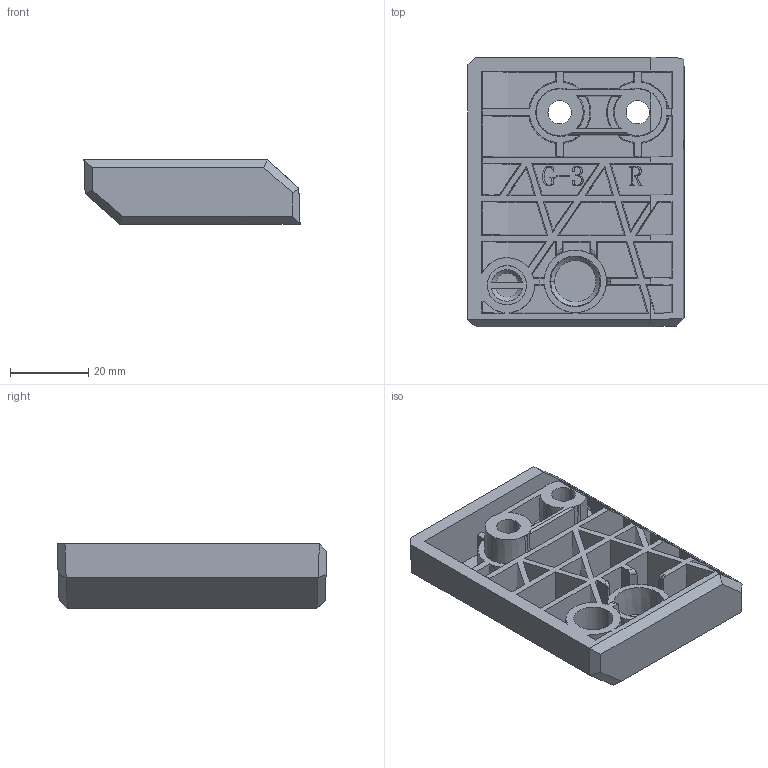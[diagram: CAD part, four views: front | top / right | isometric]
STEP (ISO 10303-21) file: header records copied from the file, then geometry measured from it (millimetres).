
FILE_DESCRIPTION (( 'STEP AP214' ), '1' );
FILE_NAME ('JXHSV06P-02007-d Z-axis right guide rod fixing block.step', '2023-06-08T06:48:51', ( '微软用户' ), ( '微软中国' ), 'SwSTEP 2.0', 'SolidWorks 2020', '' );
FILE_SCHEMA (( 'AUTOMOTIVE_DESIGN' ));
Length unit declared in the file: millimetre
Products named in the file (1): JXHSV06P-02007-d Z-axis right guide rod fixing block
Bounding box: 55.35 x 69.08 x 16.5 mm (x, y, z)
Volume: 29971.8 mm3; surface area: 22901.7 mm2
Topology: 1 solids, 1 shells, 309 faces, 850 edges, 566 vertices
Faces by surface type: plane 205, bspline 43, cone 41, cylinder 13, torus 7
Entity records: 11834 total; most frequent: CARTESIAN_POINT 4261, ORIENTED_EDGE 1700, DIRECTION 1325, EDGE_CURVE 850, VERTEX_POINT 566, LINE 557, VECTOR 557, AXIS2_PLACEMENT_3D 384
